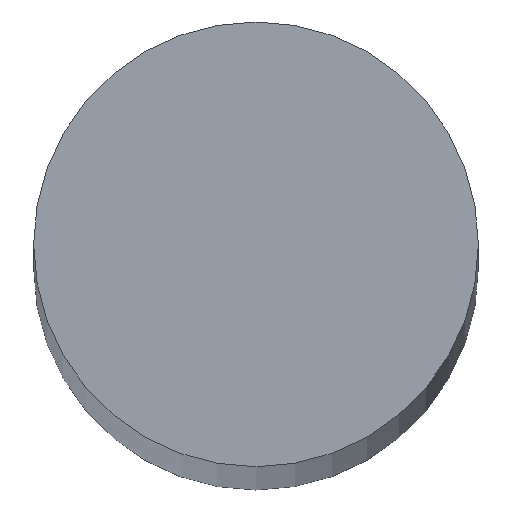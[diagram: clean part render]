
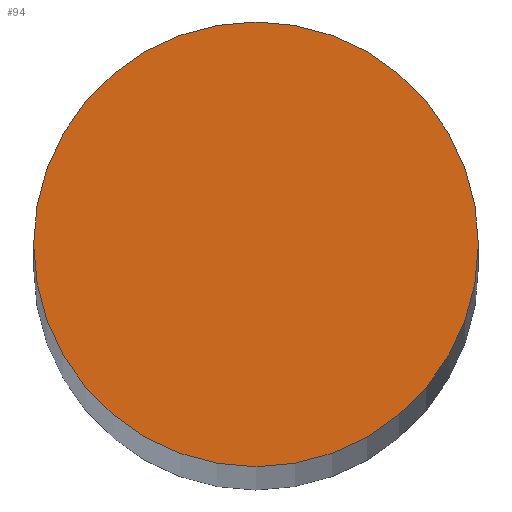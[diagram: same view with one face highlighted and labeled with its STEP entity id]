
A CAD part, top view. The second image highlights one B-rep face of the part: STEP entity #94.
In plain terms, the highlighted planar face has unit normal (0, 0, 1).
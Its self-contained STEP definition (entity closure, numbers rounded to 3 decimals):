
#9 = ORIENTED_EDGE ( 'NONE', *, *, #125, .T. ) ;
#12 = DIRECTION ( 'NONE',  ( 1., 0., 0. ) ) ;
#16 = CARTESIAN_POINT ( 'NONE',  ( 0., 0., 240. ) ) ;
#17 = CARTESIAN_POINT ( 'NONE',  ( 0., 0., 240. ) ) ;
#28 = CIRCLE ( 'NONE', #137, 4. ) ;
#29 = DIRECTION ( 'NONE',  ( 0., 0., 1. ) ) ;
#30 = ORIENTED_EDGE ( 'NONE', *, *, #56, .T. ) ;
#43 = PLANE ( 'NONE',  #109 ) ;
#48 = DIRECTION ( 'NONE',  ( 1., 0., 0. ) ) ;
#56 = EDGE_CURVE ( 'NONE', #129, #132, #169, .T. ) ;
#62 = CARTESIAN_POINT ( 'NONE',  ( -4., 0., 240. ) ) ;
#68 = AXIS2_PLACEMENT_3D ( 'NONE', #17, #29, #12 ) ;
#71 = EDGE_LOOP ( 'NONE', ( #30, #9 ) ) ;
#76 = FACE_OUTER_BOUND ( 'NONE', #71, .T. ) ;
#77 = DIRECTION ( 'NONE',  ( 1., 0., 0. ) ) ;
#94 = ADVANCED_FACE ( 'NONE', ( #76 ), #43, .T. ) ;
#109 = AXIS2_PLACEMENT_3D ( 'NONE', #161, #144, #48 ) ;
#120 = DIRECTION ( 'NONE',  ( 0., 0., 1. ) ) ;
#125 = EDGE_CURVE ( 'NONE', #132, #129, #28, .T. ) ;
#129 = VERTEX_POINT ( 'NONE', #62 ) ;
#132 = VERTEX_POINT ( 'NONE', #147 ) ;
#137 = AXIS2_PLACEMENT_3D ( 'NONE', #16, #120, #77 ) ;
#144 = DIRECTION ( 'NONE',  ( 0., 0., 1. ) ) ;
#147 = CARTESIAN_POINT ( 'NONE',  ( 4., 0., 240. ) ) ;
#161 = CARTESIAN_POINT ( 'NONE',  ( 0., 0., 240. ) ) ;
#169 = CIRCLE ( 'NONE', #68, 4. ) ;
